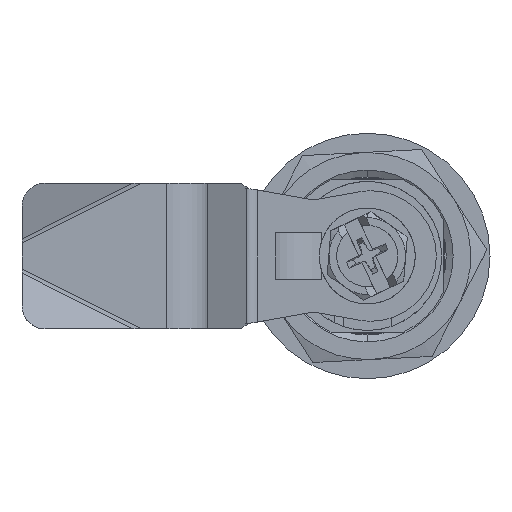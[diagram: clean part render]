
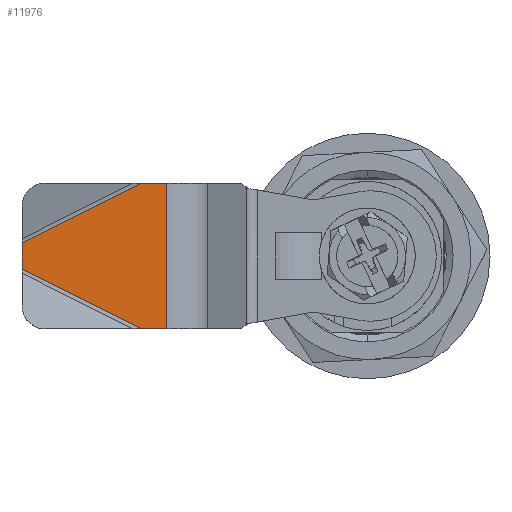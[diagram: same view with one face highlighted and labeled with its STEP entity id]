
A CAD part, front view. The second image highlights one B-rep face of the part: STEP entity #11976.
In plain terms, the highlighted planar face has unit normal (0, -1, 0).
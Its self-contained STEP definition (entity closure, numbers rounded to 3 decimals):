
#202 = AXIS2_PLACEMENT_3D ( 'NONE', #1162, #4165, #11126 ) ;
#567 = LINE ( 'NONE', #12262, #8190 ) ;
#899 = VERTEX_POINT ( 'NONE', #4425 ) ;
#955 = LINE ( 'NONE', #7285, #5624 ) ;
#1162 = CARTESIAN_POINT ( 'NONE',  ( 18.818, -58.003, -0.573 ) ) ;
#1559 = DIRECTION ( 'NONE',  ( 0.894, 0., -0.447 ) ) ;
#1571 = ORIENTED_EDGE ( 'NONE', *, *, #6641, .F. ) ;
#1979 = VECTOR ( 'NONE', #9342, 1000. ) ;
#3017 = ORIENTED_EDGE ( 'NONE', *, *, #11243, .F. ) ;
#3151 = LINE ( 'NONE', #3614, #10767 ) ;
#3159 = CARTESIAN_POINT ( 'NONE',  ( -29.528, -58.003, -10.073 ) ) ;
#3614 = CARTESIAN_POINT ( 'NONE',  ( -26.252, -58.003, -0.573 ) ) ;
#3779 = VERTEX_POINT ( 'NONE', #11466 ) ;
#3841 = FACE_OUTER_BOUND ( 'NONE', #11044, .T. ) ;
#3886 = EDGE_CURVE ( 'NONE', #6840, #8292, #3151, .T. ) ;
#4165 = DIRECTION ( 'NONE',  ( 0., -1., 0. ) ) ;
#4425 = CARTESIAN_POINT ( 'NONE',  ( -29.528, -58.003, 8.927 ) ) ;
#4631 = ORIENTED_EDGE ( 'NONE', *, *, #6820, .T. ) ;
#4661 = VECTOR ( 'NONE', #7242, 1000. ) ;
#5624 = VECTOR ( 'NONE', #10260, 1000. ) ;
#5770 = LINE ( 'NONE', #7547, #10751 ) ;
#6585 = DIRECTION ( 'NONE',  ( 0., 0., -1. ) ) ;
#6641 = EDGE_CURVE ( 'NONE', #8292, #12435, #955, .T. ) ;
#6820 = EDGE_CURVE ( 'NONE', #3779, #12435, #5770, .T. ) ;
#6840 = VERTEX_POINT ( 'NONE', #9521 ) ;
#7242 = DIRECTION ( 'NONE',  ( 0., 0., -1. ) ) ;
#7285 = CARTESIAN_POINT ( 'NONE',  ( -251.755, -58.003, -10.073 ) ) ;
#7541 = CARTESIAN_POINT ( 'NONE',  ( -45.102, -58.003, 1.14 ) ) ;
#7547 = CARTESIAN_POINT ( 'NONE',  ( -45.102, -58.003, -2.287 ) ) ;
#7613 = EDGE_CURVE ( 'NONE', #7835, #3779, #7642, .T. ) ;
#7642 = LINE ( 'NONE', #11172, #4661 ) ;
#7835 = VERTEX_POINT ( 'NONE', #7541 ) ;
#8190 = VECTOR ( 'NONE', #11299, 1000. ) ;
#8292 = VERTEX_POINT ( 'NONE', #8420 ) ;
#8308 = CARTESIAN_POINT ( 'NONE',  ( -66.78, -58.003, 8.927 ) ) ;
#8420 = CARTESIAN_POINT ( 'NONE',  ( -26.252, -58.003, -10.073 ) ) ;
#9342 = DIRECTION ( 'NONE',  ( 1., 0., 0. ) ) ;
#9521 = CARTESIAN_POINT ( 'NONE',  ( -26.252, -58.003, 8.927 ) ) ;
#10120 = PLANE ( 'NONE',  #202 ) ;
#10245 = ORIENTED_EDGE ( 'NONE', *, *, #7613, .T. ) ;
#10260 = DIRECTION ( 'NONE',  ( -1., 0., 0. ) ) ;
#10751 = VECTOR ( 'NONE', #1559, 1000. ) ;
#10767 = VECTOR ( 'NONE', #6585, 1000. ) ;
#11044 = EDGE_LOOP ( 'NONE', ( #4631, #1571, #11212, #3017, #11903, #10245 ) ) ;
#11126 = DIRECTION ( 'NONE',  ( 0., 0., -1. ) ) ;
#11172 = CARTESIAN_POINT ( 'NONE',  ( -45.102, -58.003, -0.573 ) ) ;
#11212 = ORIENTED_EDGE ( 'NONE', *, *, #3886, .F. ) ;
#11243 = EDGE_CURVE ( 'NONE', #899, #6840, #12601, .T. ) ;
#11299 = DIRECTION ( 'NONE',  ( -0.894, 0., -0.447 ) ) ;
#11466 = CARTESIAN_POINT ( 'NONE',  ( -45.102, -58.003, -2.287 ) ) ;
#11903 = ORIENTED_EDGE ( 'NONE', *, *, #12534, .T. ) ;
#11976 = ADVANCED_FACE ( 'NONE', ( #3841 ), #10120, .T. ) ;
#12262 = CARTESIAN_POINT ( 'NONE',  ( -29.528, -58.003, 8.927 ) ) ;
#12435 = VERTEX_POINT ( 'NONE', #3159 ) ;
#12534 = EDGE_CURVE ( 'NONE', #899, #7835, #567, .T. ) ;
#12601 = LINE ( 'NONE', #8308, #1979 ) ;
